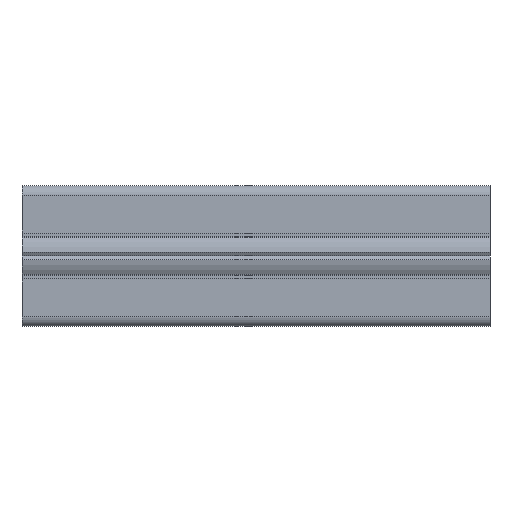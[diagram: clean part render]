
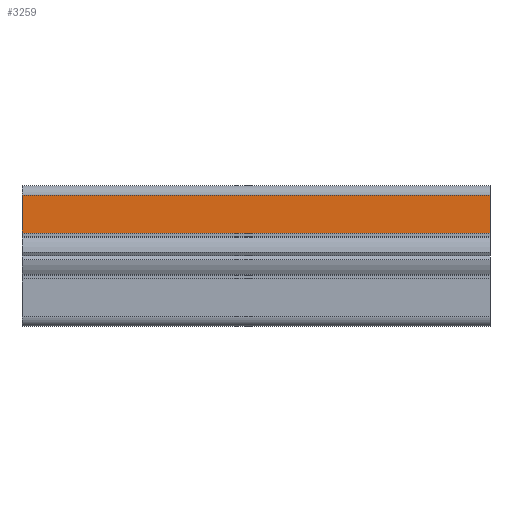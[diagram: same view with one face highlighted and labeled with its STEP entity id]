
A CAD part, left-side view. The second image highlights one B-rep face of the part: STEP entity #3259.
In plain terms, the highlighted planar face has unit normal (-1, 0, 0).
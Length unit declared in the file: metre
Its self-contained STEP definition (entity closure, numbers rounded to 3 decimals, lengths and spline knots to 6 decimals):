
#303=FACE_OUTER_BOUND('',#469,.T.);
#469=EDGE_LOOP('',(#2399,#2400,#2401,#2402));
#724=LINE('',#5088,#1080);
#725=LINE('',#5091,#1081);
#726=LINE('',#5093,#1082);
#727=LINE('',#5094,#1083);
#1080=VECTOR('',#4119,0.1);
#1081=VECTOR('',#4122,0.0081);
#1082=VECTOR('',#4123,0.0081);
#1083=VECTOR('',#4124,0.1);
#1433=VERTEX_POINT('',#5084);
#1434=VERTEX_POINT('',#5086);
#1435=VERTEX_POINT('',#5090);
#1436=VERTEX_POINT('',#5092);
#1834=EDGE_CURVE('',#1434,#1433,#724,.T.);
#1835=EDGE_CURVE('',#1435,#1433,#725,.T.);
#1836=EDGE_CURVE('',#1436,#1434,#726,.T.);
#1837=EDGE_CURVE('',#1436,#1435,#727,.T.);
#2399=ORIENTED_EDGE('',*,*,#1835,.T.);
#2400=ORIENTED_EDGE('',*,*,#1834,.F.);
#2401=ORIENTED_EDGE('',*,*,#1836,.F.);
#2402=ORIENTED_EDGE('',*,*,#1837,.T.);
#3126=PLANE('',#3518);
#3259=ADVANCED_FACE('',(#303),#3126,.F.);
#3518=AXIS2_PLACEMENT_3D('',#5089,#4120,#4121);
#4119=DIRECTION('',(0.,1.,0.));
#4120=DIRECTION('center_axis',(1.,0.,0.));
#4121=DIRECTION('ref_axis',(0.,0.,-1.));
#4122=DIRECTION('',(0.,0.,-1.));
#4123=DIRECTION('',(0.,0.,-1.));
#4124=DIRECTION('',(0.,1.,0.));
#5084=CARTESIAN_POINT('',(0.001216,0.123269,0.1199));
#5086=CARTESIAN_POINT('',(0.001216,0.023269,0.1199));
#5088=CARTESIAN_POINT('',(0.001216,0.023269,0.1199));
#5089=CARTESIAN_POINT('Origin',(0.001216,-0.876731,0.1199));
#5090=CARTESIAN_POINT('',(0.001216,0.123269,0.128));
#5091=CARTESIAN_POINT('',(0.001216,0.123269,0.128));
#5092=CARTESIAN_POINT('',(0.001216,0.023269,0.128));
#5093=CARTESIAN_POINT('',(0.001216,0.023269,0.128));
#5094=CARTESIAN_POINT('',(0.001216,0.023269,0.128));
